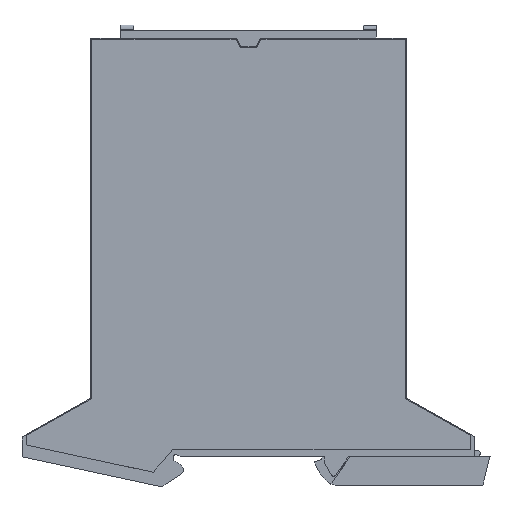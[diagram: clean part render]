
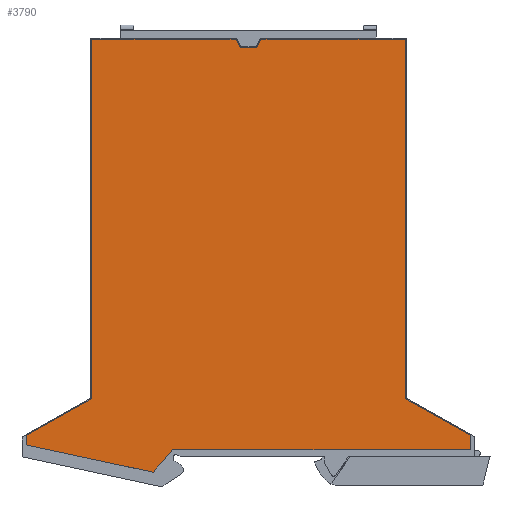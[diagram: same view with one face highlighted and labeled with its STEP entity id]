
A CAD part, left-side view. The second image highlights one B-rep face of the part: STEP entity #3790.
In plain terms, the highlighted planar face has unit normal (-1, 0, 0).
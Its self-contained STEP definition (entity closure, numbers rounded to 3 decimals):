
#3628=AXIS2_PLACEMENT_3D('Plane Axis2P3D',#3625,#3626,#3627) ;
#3625=CARTESIAN_POINT('Axis2P3D Location',(0.,56.402,7.237)) ;
#3631=CARTESIAN_POINT('Control Point',(0.,54.457,102.837)) ;
#3632=CARTESIAN_POINT('Control Point',(0.,55.754,102.837)) ;
#3633=CARTESIAN_POINT('Control Point',(0.,57.05,102.837)) ;
#3634=CARTESIAN_POINT('Control Point',(0.,58.347,102.837)) ;
#3635=CARTESIAN_POINT('Vertex',(0.,54.457,102.837)) ;
#3637=CARTESIAN_POINT('Vertex',(0.,58.347,102.837)) ;
#3640=CARTESIAN_POINT('Line Origine',(0.,58.79,103.787)) ;
#3644=CARTESIAN_POINT('Vertex',(0.,59.233,104.737)) ;
#3647=CARTESIAN_POINT('Line Origine',(0.,60.983,104.737)) ;
#3651=CARTESIAN_POINT('Vertex',(0.,62.733,104.737)) ;
#3655=CARTESIAN_POINT('Control Point',(0.,62.733,104.737)) ;
#3656=CARTESIAN_POINT('Control Point',(0.,72.822,104.737)) ;
#3657=CARTESIAN_POINT('Control Point',(0.,82.912,104.737)) ;
#3658=CARTESIAN_POINT('Control Point',(0.,93.002,104.737)) ;
#3659=CARTESIAN_POINT('Vertex',(0.,93.002,104.737)) ;
#3663=CARTESIAN_POINT('Control Point',(0.,93.002,104.737)) ;
#3664=CARTESIAN_POINT('Control Point',(0.,93.002,76.753)) ;
#3665=CARTESIAN_POINT('Control Point',(0.,93.002,48.768)) ;
#3666=CARTESIAN_POINT('Control Point',(0.,93.002,20.784)) ;
#3667=CARTESIAN_POINT('Vertex',(0.,93.002,20.784)) ;
#3671=CARTESIAN_POINT('Control Point',(0.,93.002,20.784)) ;
#3672=CARTESIAN_POINT('Control Point',(0.,98.079,17.94)) ;
#3673=CARTESIAN_POINT('Control Point',(0.,103.157,15.097)) ;
#3674=CARTESIAN_POINT('Control Point',(0.,108.234,12.253)) ;
#3675=CARTESIAN_POINT('Vertex',(0.,108.234,12.253)) ;
#3679=CARTESIAN_POINT('Control Point',(0.,108.234,12.253)) ;
#3680=CARTESIAN_POINT('Control Point',(0.,108.234,11.497)) ;
#3681=CARTESIAN_POINT('Control Point',(0.,108.234,10.741)) ;
#3682=CARTESIAN_POINT('Control Point',(0.,108.234,9.985)) ;
#3683=CARTESIAN_POINT('Vertex',(0.,108.234,9.985)) ;
#3687=CARTESIAN_POINT('Control Point',(0.,108.234,9.985)) ;
#3688=CARTESIAN_POINT('Control Point',(0.,98.383,7.865)) ;
#3689=CARTESIAN_POINT('Control Point',(0.,88.532,5.746)) ;
#3690=CARTESIAN_POINT('Control Point',(0.,78.681,3.626)) ;
#3691=CARTESIAN_POINT('Vertex',(0.,78.681,3.626)) ;
#3695=CARTESIAN_POINT('Control Point',(0.,78.681,3.626)) ;
#3696=CARTESIAN_POINT('Control Point',(0.,77.323,5.181)) ;
#3697=CARTESIAN_POINT('Control Point',(0.,75.965,6.735)) ;
#3698=CARTESIAN_POINT('Control Point',(0.,74.607,8.29)) ;
#3699=CARTESIAN_POINT('Vertex',(0.,74.607,8.29)) ;
#3703=CARTESIAN_POINT('Control Point',(0.,74.607,8.29)) ;
#3704=CARTESIAN_POINT('Control Point',(0.,74.605,8.292)) ;
#3705=CARTESIAN_POINT('Control Point',(0.,74.604,8.294)) ;
#3706=CARTESIAN_POINT('Control Point',(0.,74.602,8.296)) ;
#3707=CARTESIAN_POINT('Vertex',(0.,74.602,8.296)) ;
#3711=CARTESIAN_POINT('Control Point',(0.,74.602,8.296)) ;
#3712=CARTESIAN_POINT('Control Point',(0.,74.444,8.476)) ;
#3713=CARTESIAN_POINT('Control Point',(0.,74.286,8.657)) ;
#3714=CARTESIAN_POINT('Control Point',(0.,74.129,8.837)) ;
#3715=CARTESIAN_POINT('Vertex',(0.,74.129,8.837)) ;
#3719=CARTESIAN_POINT('Control Point',(0.,74.129,8.837)) ;
#3720=CARTESIAN_POINT('Control Point',(0.,50.942,8.837)) ;
#3721=CARTESIAN_POINT('Control Point',(0.,27.756,8.837)) ;
#3722=CARTESIAN_POINT('Control Point',(0.,4.57,8.837)) ;
#3723=CARTESIAN_POINT('Vertex',(0.,4.57,8.837)) ;
#3727=CARTESIAN_POINT('Control Point',(0.,4.57,8.837)) ;
#3728=CARTESIAN_POINT('Control Point',(0.,4.57,9.976)) ;
#3729=CARTESIAN_POINT('Control Point',(0.,4.57,11.115)) ;
#3730=CARTESIAN_POINT('Control Point',(0.,4.57,12.253)) ;
#3731=CARTESIAN_POINT('Vertex',(0.,4.57,12.253)) ;
#3735=CARTESIAN_POINT('Control Point',(0.,4.57,12.253)) ;
#3736=CARTESIAN_POINT('Control Point',(0.,9.647,15.097)) ;
#3737=CARTESIAN_POINT('Control Point',(0.,14.725,17.94)) ;
#3738=CARTESIAN_POINT('Control Point',(0.,19.802,20.784)) ;
#3739=CARTESIAN_POINT('Vertex',(0.,19.802,20.784)) ;
#3743=CARTESIAN_POINT('Control Point',(0.,19.802,20.784)) ;
#3744=CARTESIAN_POINT('Control Point',(0.,19.802,48.768)) ;
#3745=CARTESIAN_POINT('Control Point',(0.,19.802,76.753)) ;
#3746=CARTESIAN_POINT('Control Point',(0.,19.802,104.737)) ;
#3747=CARTESIAN_POINT('Vertex',(0.,19.802,104.737)) ;
#3751=CARTESIAN_POINT('Control Point',(0.,19.802,104.737)) ;
#3752=CARTESIAN_POINT('Control Point',(0.,29.892,104.737)) ;
#3753=CARTESIAN_POINT('Control Point',(0.,39.981,104.737)) ;
#3754=CARTESIAN_POINT('Control Point',(0.,50.071,104.737)) ;
#3755=CARTESIAN_POINT('Vertex',(0.,50.071,104.737)) ;
#3758=CARTESIAN_POINT('Line Origine',(0.,51.821,104.737)) ;
#3762=CARTESIAN_POINT('Vertex',(0.,53.571,104.737)) ;
#3765=CARTESIAN_POINT('Line Origine',(0.,54.014,103.787)) ;
#3626=DIRECTION('Axis2P3D Direction',(-1.,0.,0.)) ;
#3627=DIRECTION('Axis2P3D XDirection',(0.,1.,0.)) ;
#3641=DIRECTION('Vector Direction',(0.,0.423,0.906)) ;
#3648=DIRECTION('Vector Direction',(0.,1.,0.)) ;
#3759=DIRECTION('Vector Direction',(0.,1.,0.)) ;
#3766=DIRECTION('Vector Direction',(0.,-0.423,0.906)) ;
#3642=VECTOR('Line Direction',#3641,1.) ;
#3649=VECTOR('Line Direction',#3648,1.) ;
#3760=VECTOR('Line Direction',#3759,1.) ;
#3767=VECTOR('Line Direction',#3766,1.) ;
#3771=ORIENTED_EDGE('',*,*,#3639,.T.) ;
#3772=ORIENTED_EDGE('',*,*,#3646,.T.) ;
#3773=ORIENTED_EDGE('',*,*,#3653,.T.) ;
#3774=ORIENTED_EDGE('',*,*,#3661,.T.) ;
#3775=ORIENTED_EDGE('',*,*,#3669,.T.) ;
#3776=ORIENTED_EDGE('',*,*,#3677,.T.) ;
#3777=ORIENTED_EDGE('',*,*,#3685,.T.) ;
#3778=ORIENTED_EDGE('',*,*,#3693,.T.) ;
#3779=ORIENTED_EDGE('',*,*,#3701,.T.) ;
#3780=ORIENTED_EDGE('',*,*,#3709,.T.) ;
#3781=ORIENTED_EDGE('',*,*,#3717,.T.) ;
#3782=ORIENTED_EDGE('',*,*,#3725,.T.) ;
#3783=ORIENTED_EDGE('',*,*,#3733,.T.) ;
#3784=ORIENTED_EDGE('',*,*,#3741,.T.) ;
#3785=ORIENTED_EDGE('',*,*,#3749,.T.) ;
#3786=ORIENTED_EDGE('',*,*,#3757,.T.) ;
#3787=ORIENTED_EDGE('',*,*,#3764,.T.) ;
#3788=ORIENTED_EDGE('',*,*,#3769,.T.) ;
#3790=ADVANCED_FACE('BASE',(#3789),#3629,.T.) ;
#3630=B_SPLINE_CURVE_WITH_KNOTS('',3,(#3631,#3632,#3633,#3634),.UNSPECIFIED.,.F.,.U.,(4,4),(3.5,7.39),.UNSPECIFIED.) ;
#3654=B_SPLINE_CURVE_WITH_KNOTS('',3,(#3655,#3656,#3657,#3658),.UNSPECIFIED.,.F.,.U.,(4,4),(0.,30.269),.UNSPECIFIED.) ;
#3662=B_SPLINE_CURVE_WITH_KNOTS('',3,(#3663,#3664,#3665,#3666),.UNSPECIFIED.,.F.,.U.,(4,4),(0.,83.953),.UNSPECIFIED.) ;
#3670=B_SPLINE_CURVE_WITH_KNOTS('',3,(#3671,#3672,#3673,#3674),.UNSPECIFIED.,.F.,.U.,(4,4),(0.,17.458),.UNSPECIFIED.) ;
#3678=B_SPLINE_CURVE_WITH_KNOTS('',3,(#3679,#3680,#3681,#3682),.UNSPECIFIED.,.F.,.U.,(4,4),(0.,2.269),.UNSPECIFIED.) ;
#3686=B_SPLINE_CURVE_WITH_KNOTS('',3,(#3687,#3688,#3689,#3690),.UNSPECIFIED.,.F.,.U.,(4,4),(0.,30.229),.UNSPECIFIED.) ;
#3694=B_SPLINE_CURVE_WITH_KNOTS('',3,(#3695,#3696,#3697,#3698),.UNSPECIFIED.,.F.,.U.,(4,4),(0.,6.193),.UNSPECIFIED.) ;
#3702=B_SPLINE_CURVE_WITH_KNOTS('',3,(#3703,#3704,#3705,#3706),.UNSPECIFIED.,.F.,.U.,(4,4),(0.,0.007),.UNSPECIFIED.) ;
#3710=B_SPLINE_CURVE_WITH_KNOTS('',3,(#3711,#3712,#3713,#3714),.UNSPECIFIED.,.F.,.U.,(4,4),(0.,0.719),.UNSPECIFIED.) ;
#3718=B_SPLINE_CURVE_WITH_KNOTS('',3,(#3719,#3720,#3721,#3722),.UNSPECIFIED.,.F.,.U.,(4,4),(0.,69.559),.UNSPECIFIED.) ;
#3726=B_SPLINE_CURVE_WITH_KNOTS('',3,(#3727,#3728,#3729,#3730),.UNSPECIFIED.,.F.,.U.,(4,4),(0.,3.416),.UNSPECIFIED.) ;
#3734=B_SPLINE_CURVE_WITH_KNOTS('',3,(#3735,#3736,#3737,#3738),.UNSPECIFIED.,.F.,.U.,(4,4),(0.,17.458),.UNSPECIFIED.) ;
#3742=B_SPLINE_CURVE_WITH_KNOTS('',3,(#3743,#3744,#3745,#3746),.UNSPECIFIED.,.F.,.U.,(4,4),(0.,83.953),.UNSPECIFIED.) ;
#3750=B_SPLINE_CURVE_WITH_KNOTS('',3,(#3751,#3752,#3753,#3754),.UNSPECIFIED.,.F.,.U.,(4,4),(0.,30.269),.UNSPECIFIED.) ;
#3639=EDGE_CURVE('',#3636,#3638,#3630,.T.) ;
#3646=EDGE_CURVE('',#3638,#3645,#3643,.T.) ;
#3653=EDGE_CURVE('',#3645,#3652,#3650,.T.) ;
#3661=EDGE_CURVE('',#3652,#3660,#3654,.T.) ;
#3669=EDGE_CURVE('',#3660,#3668,#3662,.T.) ;
#3677=EDGE_CURVE('',#3668,#3676,#3670,.T.) ;
#3685=EDGE_CURVE('',#3676,#3684,#3678,.T.) ;
#3693=EDGE_CURVE('',#3684,#3692,#3686,.T.) ;
#3701=EDGE_CURVE('',#3692,#3700,#3694,.T.) ;
#3709=EDGE_CURVE('',#3700,#3708,#3702,.T.) ;
#3717=EDGE_CURVE('',#3708,#3716,#3710,.T.) ;
#3725=EDGE_CURVE('',#3716,#3724,#3718,.T.) ;
#3733=EDGE_CURVE('',#3724,#3732,#3726,.T.) ;
#3741=EDGE_CURVE('',#3732,#3740,#3734,.T.) ;
#3749=EDGE_CURVE('',#3740,#3748,#3742,.T.) ;
#3757=EDGE_CURVE('',#3748,#3756,#3750,.T.) ;
#3764=EDGE_CURVE('',#3756,#3763,#3761,.T.) ;
#3769=EDGE_CURVE('',#3763,#3636,#3768,.F.) ;
#3770=EDGE_LOOP('',(#3771,#3772,#3773,#3774,#3775,#3776,#3777,#3778,#3779,#3780,#3781,#3782,#3783,#3784,#3785,#3786,#3787,#3788)) ;
#3789=FACE_OUTER_BOUND('',#3770,.T.) ;
#3643=LINE('Line',#3640,#3642) ;
#3650=LINE('Line',#3647,#3649) ;
#3761=LINE('Line',#3758,#3760) ;
#3768=LINE('Line',#3765,#3767) ;
#3629=PLANE('',#3628) ;
#3636=VERTEX_POINT('',#3635) ;
#3638=VERTEX_POINT('',#3637) ;
#3645=VERTEX_POINT('',#3644) ;
#3652=VERTEX_POINT('',#3651) ;
#3660=VERTEX_POINT('',#3659) ;
#3668=VERTEX_POINT('',#3667) ;
#3676=VERTEX_POINT('',#3675) ;
#3684=VERTEX_POINT('',#3683) ;
#3692=VERTEX_POINT('',#3691) ;
#3700=VERTEX_POINT('',#3699) ;
#3708=VERTEX_POINT('',#3707) ;
#3716=VERTEX_POINT('',#3715) ;
#3724=VERTEX_POINT('',#3723) ;
#3732=VERTEX_POINT('',#3731) ;
#3740=VERTEX_POINT('',#3739) ;
#3748=VERTEX_POINT('',#3747) ;
#3756=VERTEX_POINT('',#3755) ;
#3763=VERTEX_POINT('',#3762) ;
